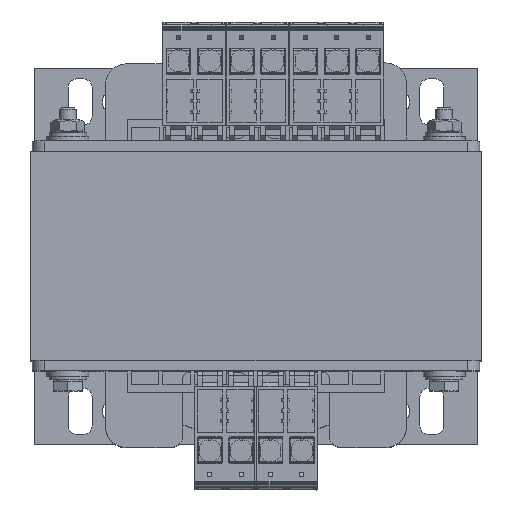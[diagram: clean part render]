
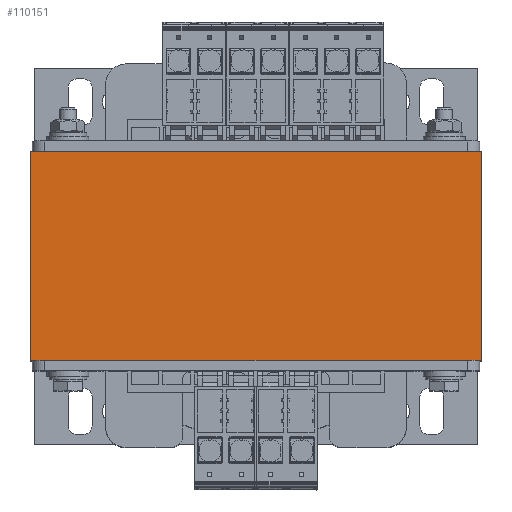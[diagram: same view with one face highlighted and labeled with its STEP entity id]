
A CAD part, top view. The second image highlights one B-rep face of the part: STEP entity #110151.
In plain terms, the highlighted planar face has unit normal (0, 0, 1).
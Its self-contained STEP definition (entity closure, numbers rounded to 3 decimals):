
#3479=FACE_OUTER_BOUND('',#9108,.T.);
#9108=EDGE_LOOP('',(#68609,#68610,#68611,#68612));
#14962=LINE('',#151624,#28743);
#14993=LINE('',#151702,#28774);
#14994=LINE('',#151704,#28775);
#14995=LINE('',#151705,#28776);
#28743=VECTOR('',#123355,1.);
#28774=VECTOR('',#123428,1.);
#28775=VECTOR('',#123429,1.);
#28776=VECTOR('',#123430,1.);
#42523=VERTEX_POINT('',#151620);
#42525=VERTEX_POINT('',#151623);
#42551=VERTEX_POINT('',#151701);
#42552=VERTEX_POINT('',#151703);
#52788=EDGE_CURVE('',#42525,#42523,#14962,.T.);
#52827=EDGE_CURVE('',#42551,#42523,#14993,.T.);
#52828=EDGE_CURVE('',#42551,#42552,#14994,.T.);
#52829=EDGE_CURVE('',#42552,#42525,#14995,.T.);
#68609=ORIENTED_EDGE('',*,*,#52827,.F.);
#68610=ORIENTED_EDGE('',*,*,#52828,.T.);
#68611=ORIENTED_EDGE('',*,*,#52829,.T.);
#68612=ORIENTED_EDGE('',*,*,#52788,.T.);
#100070=PLANE('',#116127);
#110151=ADVANCED_FACE('',(#3479),#100070,.T.);
#116127=AXIS2_PLACEMENT_3D('',#151700,#123426,#123427);
#123355=DIRECTION('',(1.,0.,0.));
#123426=DIRECTION('center_axis',(0.,0.,1.));
#123427=DIRECTION('ref_axis',(0.,-1.,0.));
#123428=DIRECTION('',(0.,-1.,0.));
#123429=DIRECTION('',(-1.,0.,0.));
#123430=DIRECTION('',(0.,-1.,0.));
#151620=CARTESIAN_POINT('',(233.772,-58.809,62.5));
#151623=CARTESIAN_POINT('',(125.772,-58.809,62.5));
#151624=CARTESIAN_POINT('',(233.772,-58.809,62.5));
#151700=CARTESIAN_POINT('Origin',(125.772,-8.809,62.5));
#151701=CARTESIAN_POINT('',(233.772,-8.809,62.5));
#151702=CARTESIAN_POINT('',(233.772,-8.809,62.5));
#151703=CARTESIAN_POINT('',(125.772,-8.809,62.5));
#151704=CARTESIAN_POINT('',(233.772,-8.809,62.5));
#151705=CARTESIAN_POINT('',(125.772,-8.809,62.5));
